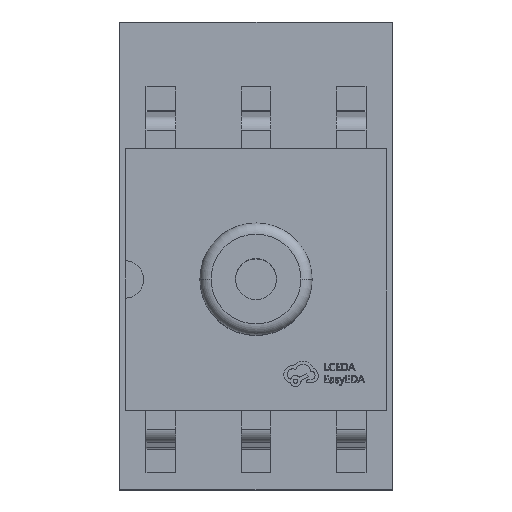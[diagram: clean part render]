
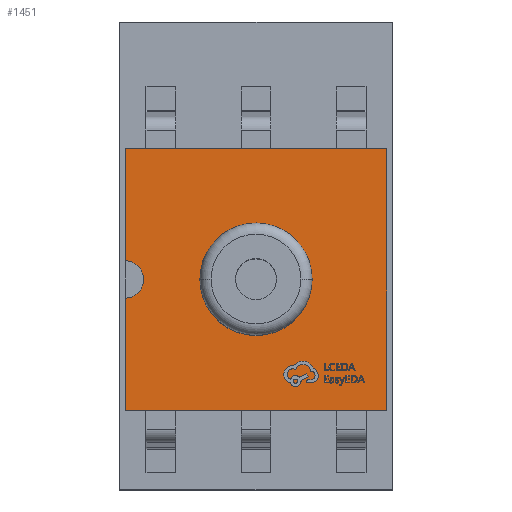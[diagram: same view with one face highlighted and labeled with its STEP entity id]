
A CAD part, top view. The second image highlights one B-rep face of the part: STEP entity #1451.
In plain terms, the highlighted planar face has unit normal (0, 0, 1).
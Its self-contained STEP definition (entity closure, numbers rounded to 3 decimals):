
#415 = VERTEX_POINT('',#416);
#416 = CARTESIAN_POINT('',(-1.5,0.,
    3.8));
#422 = EDGE_CURVE('',#415,#423,#425,.T.);
#423 = VERTEX_POINT('',#424);
#424 = CARTESIAN_POINT('',(1.5,0.,
    3.8));
#425 = CIRCLE('',#426,1.5);
#426 = AXIS2_PLACEMENT_3D('',#427,#428,#429);
#427 = CARTESIAN_POINT('',(0.,0.,3.8));
#428 = DIRECTION('',(0.,-0.,1.));
#429 = DIRECTION('',(1.,0.,0.));
#1074 = VERTEX_POINT('',#1075);
#1075 = CARTESIAN_POINT('',(-3.5,0.5,
    3.8));
#1081 = EDGE_CURVE('',#1082,#1074,#1084,.T.);
#1082 = VERTEX_POINT('',#1083);
#1083 = CARTESIAN_POINT('',(-3.5,3.5,
    3.8));
#1084 = LINE('',#1085,#1086);
#1085 = CARTESIAN_POINT('',(-3.5,3.5,
    3.8));
#1086 = VECTOR('',#1087,1.);
#1087 = DIRECTION('',(0.,-1.,0.));
#1113 = VERTEX_POINT('',#1114);
#1114 = CARTESIAN_POINT('',(-3.5,-3.5,
    3.8));
#1120 = EDGE_CURVE('',#1121,#1113,#1123,.T.);
#1121 = VERTEX_POINT('',#1122);
#1122 = CARTESIAN_POINT('',(-3.5,-0.5,
    3.8));
#1123 = LINE('',#1124,#1125);
#1124 = CARTESIAN_POINT('',(-3.5,3.5,
    3.8));
#1125 = VECTOR('',#1126,1.);
#1126 = DIRECTION('',(0.,-1.,0.));
#1262 = VERTEX_POINT('',#1263);
#1263 = CARTESIAN_POINT('',(3.5,-3.5,
    3.8));
#1269 = EDGE_CURVE('',#1113,#1262,#1270,.T.);
#1270 = LINE('',#1271,#1272);
#1271 = CARTESIAN_POINT('',(3.5,-3.5,
    3.8));
#1272 = VECTOR('',#1273,1.);
#1273 = DIRECTION('',(1.,0.,0.));
#1301 = VERTEX_POINT('',#1302);
#1302 = CARTESIAN_POINT('',(3.5,3.5,3.8
    ));
#1308 = EDGE_CURVE('',#1262,#1301,#1309,.T.);
#1309 = LINE('',#1310,#1311);
#1310 = CARTESIAN_POINT('',(3.5,3.5,3.8
    ));
#1311 = VECTOR('',#1312,1.);
#1312 = DIRECTION('',(0.,1.,0.));
#1440 = EDGE_CURVE('',#1301,#1082,#1441,.T.);
#1441 = LINE('',#1442,#1443);
#1442 = CARTESIAN_POINT('',(3.5,3.5,3.8
    ));
#1443 = VECTOR('',#1444,1.);
#1444 = DIRECTION('',(-1.,0.,0.));
#1451 = ADVANCED_FACE('',(#1452,#1462),#1476,.F.);
#1452 = FACE_BOUND('',#1453,.T.);
#1453 = EDGE_LOOP('',(#1454,#1461));
#1454 = ORIENTED_EDGE('',*,*,#1455,.F.);
#1455 = EDGE_CURVE('',#423,#415,#1456,.T.);
#1456 = CIRCLE('',#1457,1.5);
#1457 = AXIS2_PLACEMENT_3D('',#1458,#1459,#1460);
#1458 = CARTESIAN_POINT('',(0.,0.,3.8));
#1459 = DIRECTION('',(0.,-0.,1.));
#1460 = DIRECTION('',(1.,0.,0.));
#1461 = ORIENTED_EDGE('',*,*,#422,.F.);
#1462 = FACE_BOUND('',#1463,.T.);
#1463 = EDGE_LOOP('',(#1464,#1465,#1472,#1473,#1474,#1475));
#1464 = ORIENTED_EDGE('',*,*,#1081,.T.);
#1465 = ORIENTED_EDGE('',*,*,#1466,.F.);
#1466 = EDGE_CURVE('',#1121,#1074,#1467,.T.);
#1467 = CIRCLE('',#1468,0.5);
#1468 = AXIS2_PLACEMENT_3D('',#1469,#1470,#1471);
#1469 = CARTESIAN_POINT('',(-3.5,0.,
    3.8));
#1470 = DIRECTION('',(0.,0.,1.));
#1471 = DIRECTION('',(-1.,0.,0.));
#1472 = ORIENTED_EDGE('',*,*,#1120,.T.);
#1473 = ORIENTED_EDGE('',*,*,#1269,.T.);
#1474 = ORIENTED_EDGE('',*,*,#1308,.T.);
#1475 = ORIENTED_EDGE('',*,*,#1440,.T.);
#1476 = PLANE('',#1477);
#1477 = AXIS2_PLACEMENT_3D('',#1478,#1479,#1480);
#1478 = CARTESIAN_POINT('',(0.,0.,3.8));
#1479 = DIRECTION('',(0.,0.,-1.));
#1480 = DIRECTION('',(1.,0.,0.));
